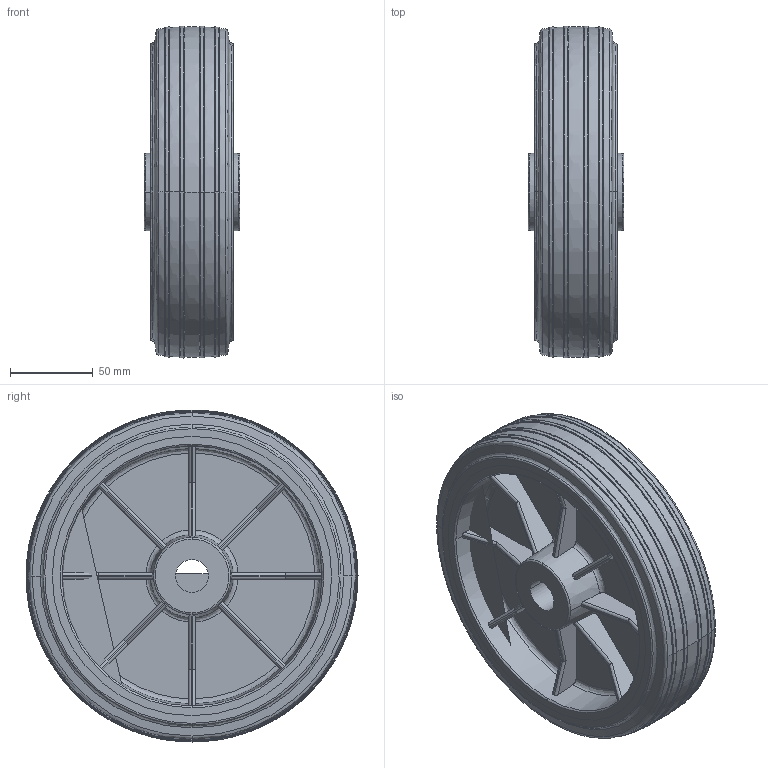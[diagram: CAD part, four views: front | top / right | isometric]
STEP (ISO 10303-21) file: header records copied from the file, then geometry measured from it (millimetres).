
FILE_DESCRIPTION (( 'STEP AP214' ), '1' );
FILE_NAME ('0014783.step', '2022-05-04T09:35:31', ( '' ), ( '' ), 'SwSTEP 2.0', 'SolidWorks 2020', '' );
FILE_SCHEMA (( 'AUTOMOTIVE_DESIGN' ));
Length unit declared in the file: millimetre
Products named in the file (1): 0014783
Bounding box: 58 x 200.84 x 200.84 mm (x, y, z)
Volume: 774244.8 mm3; surface area: 193423.2 mm2
Topology: 2 solids, 2 shells, 270 faces, 724 edges, 468 vertices
Faces by surface type: plane 94, bspline 76, cylinder 70, torus 18, cone 12
Entity records: 17959 total; most frequent: CARTESIAN_POINT 8951, ORIENTED_EDGE 1448, DIRECTION 1028, EDGE_CURVE 724, VERTEX_POINT 468, AXIS2_PLACEMENT_3D 401, EDGE_LOOP 284, UNCERTAINTY_MEASURE_WITH_UNIT 274
